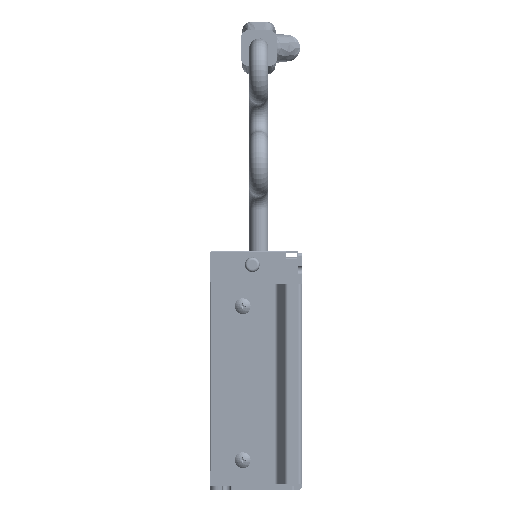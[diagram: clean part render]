
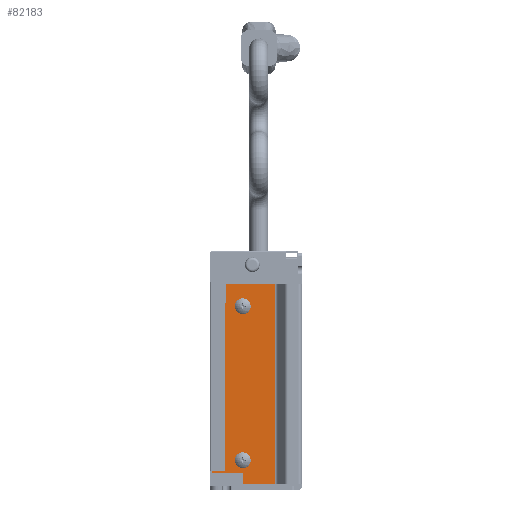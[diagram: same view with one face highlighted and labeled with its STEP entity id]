
A CAD part, front view. The second image highlights one B-rep face of the part: STEP entity #82183.
In plain terms, the highlighted planar face has unit normal (0, -1, 0).
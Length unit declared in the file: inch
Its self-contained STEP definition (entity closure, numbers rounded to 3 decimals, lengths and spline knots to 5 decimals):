
#8499=CIRCLE('',#87288,0.06);
#8500=CIRCLE('',#87290,0.06);
#8501=CIRCLE('',#87292,0.0125);
#8502=CIRCLE('',#87295,0.0125);
#8503=CIRCLE('',#87298,0.0125);
#8504=CIRCLE('',#87301,0.0125);
#8505=CIRCLE('',#87305,0.0125);
#8506=CIRCLE('',#87307,0.0125);
#10960=VERTEX_POINT('',#112268);
#10961=VERTEX_POINT('',#112272);
#10962=VERTEX_POINT('',#112276);
#10963=VERTEX_POINT('',#112277);
#10964=VERTEX_POINT('',#112282);
#10965=VERTEX_POINT('',#112286);
#10966=VERTEX_POINT('',#112288);
#10967=VERTEX_POINT('',#112292);
#10968=VERTEX_POINT('',#112296);
#10969=VERTEX_POINT('',#112300);
#10970=VERTEX_POINT('',#112304);
#10971=VERTEX_POINT('',#112306);
#10972=VERTEX_POINT('',#112310);
#10973=VERTEX_POINT('',#112314);
#10975=VERTEX_POINT('',#112323);
#10976=VERTEX_POINT('',#112325);
#18979=VECTOR('',#94443,1.);
#18983=VECTOR('',#94452,1.);
#18986=VECTOR('',#94460,1.);
#18989=VECTOR('',#94468,1.);
#18991=VECTOR('',#94471,1.);
#18993=VECTOR('',#94485,1.);
#18995=VECTOR('',#94490,1.);
#18996=VECTOR('',#94491,1.);
#26861=LINE('',#112283,#18979);
#26865=LINE('',#112293,#18983);
#26868=LINE('',#112301,#18986);
#26871=LINE('',#112309,#18989);
#26873=LINE('',#112313,#18991);
#26875=LINE('',#112324,#18993);
#26877=LINE('',#112330,#18995);
#26878=LINE('',#112331,#18996);
#34852=EDGE_CURVE('',#10960,#10960,#8499,.T.);
#34854=EDGE_CURVE('',#10961,#10961,#8500,.T.);
#34856=EDGE_CURVE('',#10962,#10963,#8501,.T.);
#34860=EDGE_CURVE('',#10962,#10964,#26861,.T.);
#34862=EDGE_CURVE('',#10965,#10966,#8502,.T.);
#34865=EDGE_CURVE('',#10965,#10967,#26865,.T.);
#34866=EDGE_CURVE('',#10968,#10967,#8503,.T.);
#34869=EDGE_CURVE('',#10968,#10969,#26868,.T.);
#34871=EDGE_CURVE('',#10970,#10971,#8504,.T.);
#34873=EDGE_CURVE('',#10972,#10971,#26871,.T.);
#34875=EDGE_CURVE('',#10973,#10966,#26873,.T.);
#34877=EDGE_CURVE('',#10964,#10973,#8505,.T.);
#34878=EDGE_CURVE('',#10969,#10972,#8506,.T.);
#34880=EDGE_CURVE('',#10975,#10976,#26875,.T.);
#34883=EDGE_CURVE('',#10976,#10970,#26877,.T.);
#34884=EDGE_CURVE('',#10963,#10975,#26878,.T.);
#47424=ORIENTED_EDGE('',*,*,#34856,.F.);
#47425=ORIENTED_EDGE('',*,*,#34860,.T.);
#47426=ORIENTED_EDGE('',*,*,#34877,.T.);
#47427=ORIENTED_EDGE('',*,*,#34875,.T.);
#47428=ORIENTED_EDGE('',*,*,#34862,.F.);
#47429=ORIENTED_EDGE('',*,*,#34865,.T.);
#47430=ORIENTED_EDGE('',*,*,#34866,.F.);
#47431=ORIENTED_EDGE('',*,*,#34869,.T.);
#47432=ORIENTED_EDGE('',*,*,#34878,.T.);
#47433=ORIENTED_EDGE('',*,*,#34873,.T.);
#47434=ORIENTED_EDGE('',*,*,#34871,.F.);
#47435=ORIENTED_EDGE('',*,*,#34883,.F.);
#47436=ORIENTED_EDGE('',*,*,#34880,.F.);
#47437=ORIENTED_EDGE('',*,*,#34884,.F.);
#47438=ORIENTED_EDGE('',*,*,#34852,.T.);
#47439=ORIENTED_EDGE('',*,*,#34854,.T.);
#70121=EDGE_LOOP('',(#47424,#47425,#47426,#47427,#47428,#47429,#47430,#47431,
#47432,#47433,#47434,#47435,#47436,#47437));
#70122=EDGE_LOOP('',(#47438));
#70123=EDGE_LOOP('',(#47439));
#76176=FACE_BOUND('',#70121,.T.);
#76177=FACE_BOUND('',#70122,.T.);
#76178=FACE_BOUND('',#70123,.T.);
#82183=ADVANCED_FACE('',(#76176,#76177,#76178),#150699,.T.);
#87288=AXIS2_PLACEMENT_3D('',#112267,#94427,#94428);
#87290=AXIS2_PLACEMENT_3D('',#112271,#94432,#94433);
#87292=AXIS2_PLACEMENT_3D('',#112275,#94437,#94438);
#87295=AXIS2_PLACEMENT_3D('',#112287,#94447,#94448);
#87298=AXIS2_PLACEMENT_3D('',#112295,#94455,#94456);
#87301=AXIS2_PLACEMENT_3D('',#112305,#94464,#94465);
#87305=AXIS2_PLACEMENT_3D('',#112317,#94475,#94476);
#87307=AXIS2_PLACEMENT_3D('',#112319,#94479,#94480);
#87311=AXIS2_PLACEMENT_3D('',#112329,#94489,$);
#94427=DIRECTION('',(0.,1.,0.));
#94428=DIRECTION('',(-0.06,0.,0.));
#94432=DIRECTION('',(0.,1.,0.));
#94433=DIRECTION('',(-0.06,0.,0.));
#94437=DIRECTION('',(0.,1.,0.));
#94438=DIRECTION('',(-0.009,0.,0.009));
#94443=DIRECTION('',(0.,0.,-1.));
#94447=DIRECTION('',(0.,1.,0.));
#94448=DIRECTION('',(-0.009,0.,0.009));
#94452=DIRECTION('',(0.,0.,-1.));
#94455=DIRECTION('',(0.,1.,0.));
#94456=DIRECTION('',(-0.009,0.,-0.009));
#94460=DIRECTION('',(1.,0.,0.));
#94464=DIRECTION('',(0.,1.,0.));
#94465=DIRECTION('',(-0.009,0.,-0.009));
#94468=DIRECTION('',(0.,0.,-1.));
#94471=DIRECTION('',(-1.,0.,0.));
#94475=DIRECTION('',(0.,1.,0.));
#94476=DIRECTION('',(0.,0.,-0.012));
#94479=DIRECTION('',(0.,1.,0.));
#94480=DIRECTION('',(0.012,0.,0.));
#94485=DIRECTION('',(0.,0.,-1.));
#94489=DIRECTION('',(0.,-1.,0.));
#94490=DIRECTION('',(-1.,0.,0.));
#94491=DIRECTION('',(1.,0.,0.));
#112267=CARTESIAN_POINT('',(-0.96,-7.613,-3.37));
#112268=CARTESIAN_POINT('',(-0.9,-7.613,-3.37));
#112271=CARTESIAN_POINT('',(-0.96,-7.613,-0.87));
#112272=CARTESIAN_POINT('',(-0.9,-7.613,-0.87));
#112275=CARTESIAN_POINT('',(-1.2175,-7.613,-0.5225));
#112276=CARTESIAN_POINT('',(-1.23,-7.613,-0.5225));
#112277=CARTESIAN_POINT('',(-1.2175,-7.613,-0.51));
#112282=CARTESIAN_POINT('',(-1.23,-7.613,-0.8025));
#112283=CARTESIAN_POINT('',(-1.23,-7.613,-0.51));
#112286=CARTESIAN_POINT('',(-1.465,-7.613,-0.8275));
#112287=CARTESIAN_POINT('',(-1.4525,-7.613,-0.8275));
#112288=CARTESIAN_POINT('',(-1.4525,-7.613,-0.815));
#112292=CARTESIAN_POINT('',(-1.465,-7.613,-3.5605));
#112293=CARTESIAN_POINT('',(-1.465,-7.613,-0.51));
#112295=CARTESIAN_POINT('',(-1.4525,-7.613,-3.5605));
#112296=CARTESIAN_POINT('',(-1.4525,-7.613,-3.573));
#112300=CARTESIAN_POINT('',(-0.9725,-7.613,-3.573));
#112301=CARTESIAN_POINT('',(-0.937,-7.613,-3.573));
#112304=CARTESIAN_POINT('',(-0.9475,-7.613,-3.748));
#112305=CARTESIAN_POINT('',(-0.9475,-7.613,-3.7355));
#112306=CARTESIAN_POINT('',(-0.96,-7.613,-3.7355));
#112309=CARTESIAN_POINT('',(-0.96,-7.613,-2.04775));
#112310=CARTESIAN_POINT('',(-0.96,-7.613,-3.5855));
#112313=CARTESIAN_POINT('',(-0.82575,-7.613,-0.815));
#112314=CARTESIAN_POINT('',(-1.2425,-7.613,-0.815));
#112317=CARTESIAN_POINT('',(-1.2425,-7.613,-0.8025));
#112319=CARTESIAN_POINT('',(-0.9725,-7.613,-3.5855));
#112323=CARTESIAN_POINT('',(-0.4401,-7.613,-0.51));
#112324=CARTESIAN_POINT('',(-0.4401,-7.613,-0.51));
#112325=CARTESIAN_POINT('',(-0.4401,-7.613,-3.748));
#112329=CARTESIAN_POINT('',(-0.409,-7.613,-0.51));
#112330=CARTESIAN_POINT('',(-0.673,-7.613,-3.748));
#112331=CARTESIAN_POINT('',(-1.465,-7.613,-0.51));
#150699=PLANE('',#87311);
